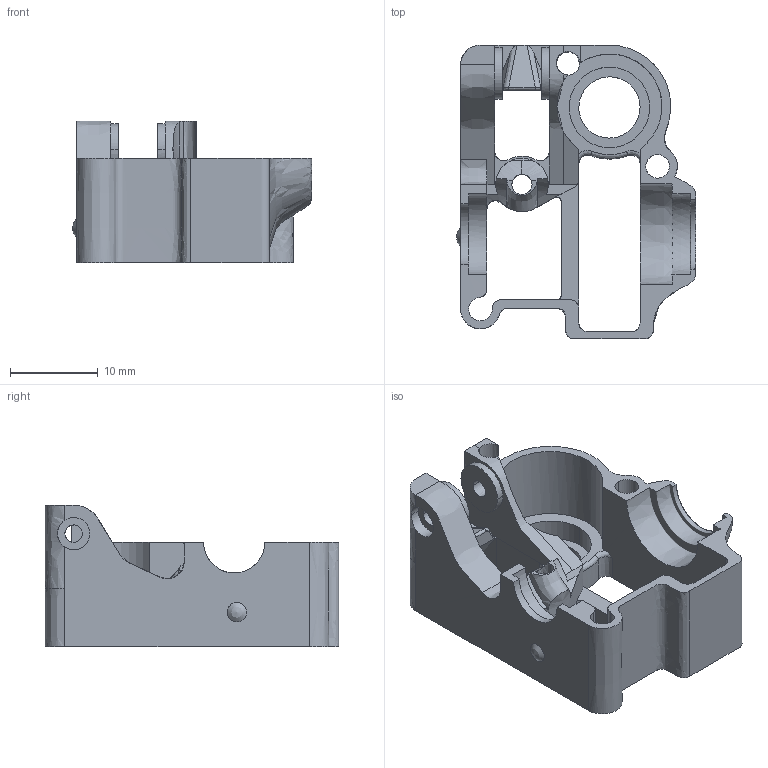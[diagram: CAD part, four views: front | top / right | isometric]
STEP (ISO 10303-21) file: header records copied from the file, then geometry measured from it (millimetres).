
FILE_DESCRIPTION(/* description */ (''),/* implementation_level */ '2;1');
FILE_NAME(/* name */ 'G5 Base FDM',/* time_stamp */ '2020-01-29T02:08:54+00:00',/* author */ (''),/* organization */ (''),/* preprocessor_version */ 'ST-DEVELOPER v8',/* originating_system */ '',/* authorisation */ '');
FILE_SCHEMA (('AUTOMOTIVE_DESIGN'));
Length unit declared in the file: millimetre
Products named in the file (1): 2
Bounding box: 27.35 x 33.55 x 16.19 mm (x, y, z)
Volume: 3271.6 mm3; surface area: 4218.5 mm2
Topology: 1 solids, 1 shells, 130 faces, 362 edges, 234 vertices
Faces by surface type: bspline 130
Entity records: 6605 total; most frequent: CARTESIAN_POINT 4564, ORIENTED_EDGE 724, EDGE_CURVE 362, VERTEX_POINT 236, B_SPLINE_CURVE_WITH_KNOTS 223, EDGE_LOOP 148, ADVANCED_FACE 130, FACE_OUTER_BOUND 130
